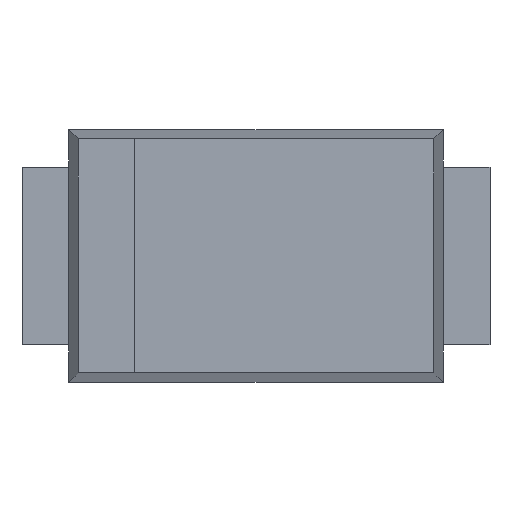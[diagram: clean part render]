
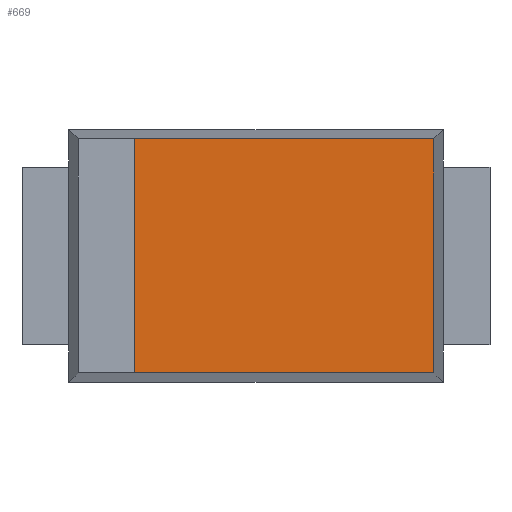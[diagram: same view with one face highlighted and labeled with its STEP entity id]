
A CAD part, top view. The second image highlights one B-rep face of the part: STEP entity #669.
In plain terms, the highlighted planar face has unit normal (0, 0, 1).
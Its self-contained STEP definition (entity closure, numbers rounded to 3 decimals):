
#37=FACE_OUTER_BOUND('',#76,.T.);
#76=EDGE_LOOP('',(#497,#498,#499,#500));
#130=LINE('',#988,#219);
#132=LINE('',#992,#221);
#142=LINE('',#1011,#231);
#144=LINE('',#1014,#233);
#219=VECTOR('',#808,10.);
#221=VECTOR('',#812,10.);
#231=VECTOR('',#826,10.);
#233=VECTOR('',#830,10.);
#300=VERTEX_POINT('',#985);
#301=VERTEX_POINT('',#987);
#302=VERTEX_POINT('',#991);
#309=VERTEX_POINT('',#1009);
#366=EDGE_CURVE('',#301,#300,#130,.T.);
#368=EDGE_CURVE('',#302,#301,#132,.T.);
#378=EDGE_CURVE('',#300,#309,#142,.T.);
#380=EDGE_CURVE('',#302,#309,#144,.T.);
#497=ORIENTED_EDGE('',*,*,#368,.T.);
#498=ORIENTED_EDGE('',*,*,#366,.T.);
#499=ORIENTED_EDGE('',*,*,#378,.T.);
#500=ORIENTED_EDGE('',*,*,#380,.F.);
#610=PLANE('',#724);
#669=ADVANCED_FACE('',(#37),#610,.T.);
#724=AXIS2_PLACEMENT_3D('',#1013,#828,#829);
#808=DIRECTION('',(0.,1.,0.));
#812=DIRECTION('',(1.,0.,0.));
#826=DIRECTION('',(-1.,0.,0.));
#828=DIRECTION('center_axis',(0.,0.,1.));
#829=DIRECTION('ref_axis',(-1.,0.,0.));
#830=DIRECTION('',(0.,1.,0.));
#985=CARTESIAN_POINT('',(1.9,1.25,1.1));
#987=CARTESIAN_POINT('',(1.9,-1.25,1.1));
#988=CARTESIAN_POINT('',(1.9,-1.25,1.1));
#991=CARTESIAN_POINT('',(-1.3,-1.25,1.1));
#992=CARTESIAN_POINT('',(-1.3,-1.25,1.1));
#1009=CARTESIAN_POINT('',(-1.3,1.25,1.1));
#1011=CARTESIAN_POINT('',(1.9,1.25,1.1));
#1013=CARTESIAN_POINT('Origin',(1.9,1.25,1.1));
#1014=CARTESIAN_POINT('',(-1.3,-1.25,1.1));
